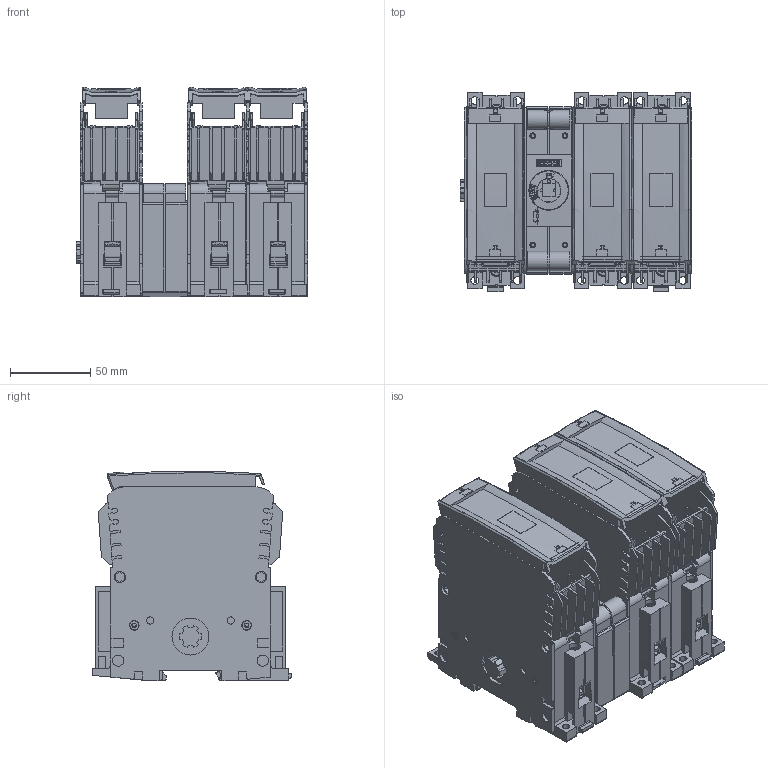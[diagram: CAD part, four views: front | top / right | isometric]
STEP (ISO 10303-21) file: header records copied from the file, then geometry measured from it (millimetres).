
FILE_DESCRIPTION(('STEP AP214'),'1');
FILE_NAME('cctmp_0FC0B1ED-775E-4DED-8E47-6DF1EBA78CF6_2023_10_04_12_18_09_0235..stp','2023-10-04T10:18:12',('SIEMENS A&D'),('CADClick - www.CADClick.com'),'Spatial InterOp 3D',' ','unknown authorization');
FILE_SCHEMA(('AUTOMOTIVE_DESIGN'));
Length unit declared in the file: millimetre
Products named in the file (1): 1
Bounding box: 144.25 x 123.9 x 130.36 mm (x, y, z)
Volume: 945102.2 mm3; surface area: 367654.7 mm2
Topology: 13 solids, 23 shells, 4940 faces, 14124 edges, 9314 vertices
Faces by surface type: plane 3458, cylinder 1401, torus 57, revolution 15, cone 5, sphere 4
Entity records: 204749 total; most frequent: CARTESIAN_POINT 32964, ORIENTED_EDGE 28264, DIRECTION 27008, EDGE_CURVE 14132, LINE 10353, VECTOR 10353, VERTEX_POINT 9326, AXIS2_PLACEMENT_3D 8320
